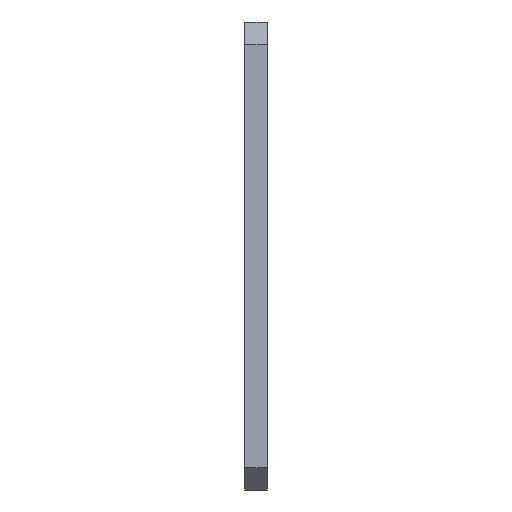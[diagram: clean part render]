
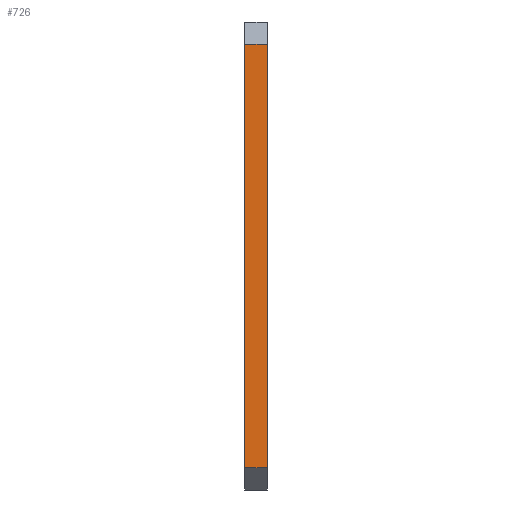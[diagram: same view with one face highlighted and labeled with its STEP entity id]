
A CAD part, left-side view. The second image highlights one B-rep face of the part: STEP entity #726.
In plain terms, the highlighted planar face has unit normal (-1, 0, 0).
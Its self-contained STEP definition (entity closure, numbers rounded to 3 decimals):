
#67 = LINE ( 'NONE', #869, #1644 ) ;
#124 = ORIENTED_EDGE ( 'NONE', *, *, #794, .T. ) ;
#193 = EDGE_CURVE ( 'NONE', #736, #330, #1617, .T. ) ;
#240 = CARTESIAN_POINT ( 'NONE',  ( 30.077, 0., 19. ) ) ;
#246 = DIRECTION ( 'NONE',  ( 0., -1., 0. ) ) ;
#285 = EDGE_CURVE ( 'NONE', #997, #736, #67, .T. ) ;
#330 = VERTEX_POINT ( 'NONE', #240 ) ;
#403 = ORIENTED_EDGE ( 'NONE', *, *, #285, .F. ) ;
#438 = VECTOR ( 'NONE', #946, 1000. ) ;
#499 = PLANE ( 'NONE',  #1147 ) ;
#524 = CARTESIAN_POINT ( 'NONE',  ( 30.077, 2., 19. ) ) ;
#538 = CARTESIAN_POINT ( 'NONE',  ( 30.077, 2., -19. ) ) ;
#607 = VECTOR ( 'NONE', #246, 1000. ) ;
#660 = ORIENTED_EDGE ( 'NONE', *, *, #193, .F. ) ;
#673 = CARTESIAN_POINT ( 'NONE',  ( 30.077, 2., -19. ) ) ;
#726 = ADVANCED_FACE ( 'NONE', ( #1734 ), #499, .F. ) ;
#736 = VERTEX_POINT ( 'NONE', #524 ) ;
#794 = EDGE_CURVE ( 'NONE', #997, #884, #1603, .T. ) ;
#796 = LINE ( 'NONE', #1721, #438 ) ;
#869 = CARTESIAN_POINT ( 'NONE',  ( 30.077, 2., -19. ) ) ;
#884 = VERTEX_POINT ( 'NONE', #1358 ) ;
#946 = DIRECTION ( 'NONE',  ( 0., 0., 1. ) ) ;
#954 = ORIENTED_EDGE ( 'NONE', *, *, #1263, .T. ) ;
#974 = DIRECTION ( 'NONE',  ( 0., 0., -1. ) ) ;
#997 = VERTEX_POINT ( 'NONE', #1334 ) ;
#1022 = EDGE_LOOP ( 'NONE', ( #954, #660, #403, #124 ) ) ;
#1147 = AXIS2_PLACEMENT_3D ( 'NONE', #673, #1605, #974 ) ;
#1263 = EDGE_CURVE ( 'NONE', #884, #330, #796, .T. ) ;
#1334 = CARTESIAN_POINT ( 'NONE',  ( 30.077, 2., -19. ) ) ;
#1358 = CARTESIAN_POINT ( 'NONE',  ( 30.077, 0., -19. ) ) ;
#1521 = VECTOR ( 'NONE', #1571, 1000. ) ;
#1571 = DIRECTION ( 'NONE',  ( 0., -1., 0. ) ) ;
#1603 = LINE ( 'NONE', #538, #607 ) ;
#1605 = DIRECTION ( 'NONE',  ( 1., 0., 0. ) ) ;
#1617 = LINE ( 'NONE', #1902, #1521 ) ;
#1632 = DIRECTION ( 'NONE',  ( 0., 0., 1. ) ) ;
#1644 = VECTOR ( 'NONE', #1632, 1000. ) ;
#1721 = CARTESIAN_POINT ( 'NONE',  ( 30.077, 0., -19. ) ) ;
#1734 = FACE_OUTER_BOUND ( 'NONE', #1022, .T. ) ;
#1902 = CARTESIAN_POINT ( 'NONE',  ( 30.077, 2., 19. ) ) ;
